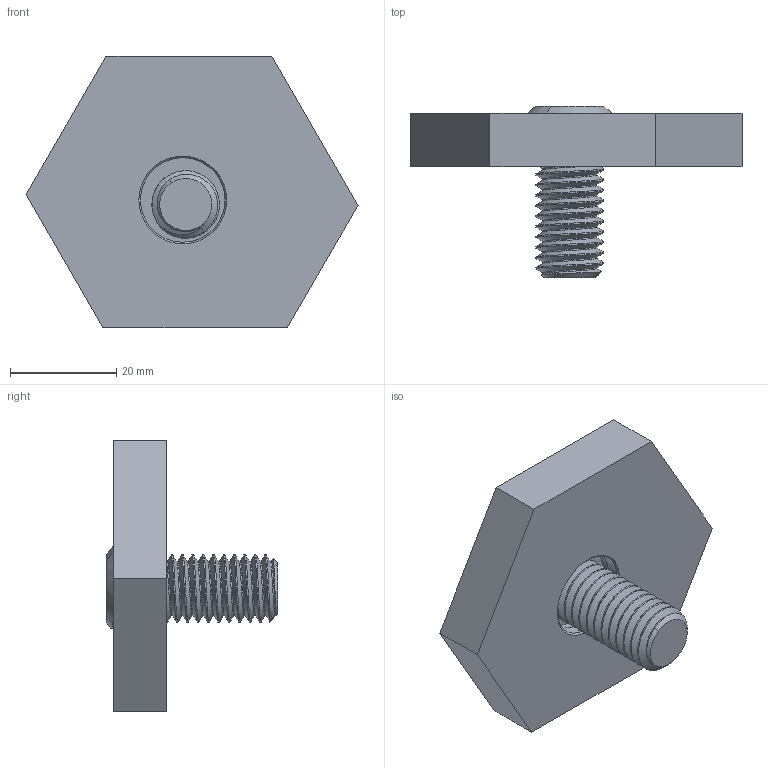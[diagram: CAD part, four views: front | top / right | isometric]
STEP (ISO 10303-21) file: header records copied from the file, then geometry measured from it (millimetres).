
FILE_DESCRIPTION (( 'STEP AP214' ), '1' );
FILE_NAME ('90130_Miteebite.STEP', '2021-10-20T20:23:35', ( '' ), ( '' ), 'SwSTEP 2.0', 'SolidWorks 2021', '' );
FILE_SCHEMA (( 'AUTOMOTIVE_DESIGN' ));
Length unit declared in the file: inch
Products named in the file (3): 901301_default; 90130_Miteebite; 10374_10374
Assembly tree (2 placements, depth 2):
  90130_Miteebite
    901301_default
    10374_10374
Bounding box: 62.35 x 32.13 x 51 mm (x, y, z)
Volume: 25806.3 mm3; surface area: 9223 mm2
Topology: 2 solids, 2 shells, 200 faces, 515 edges, 338 vertices
Faces by surface type: plane 105, bspline 48, cylinder 31, cone 14, sphere 2
Entity records: 11080 total; most frequent: CARTESIAN_POINT 6575, ORIENTED_EDGE 1030, DIRECTION 695, EDGE_CURVE 515, VERTEX_POINT 338, LINE 323, VECTOR 323, EDGE_LOOP 221
